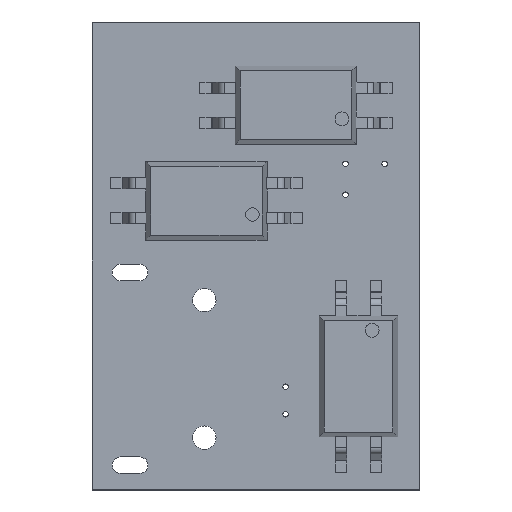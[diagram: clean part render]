
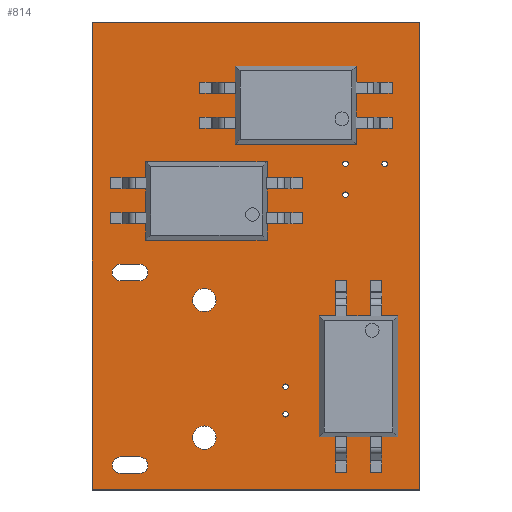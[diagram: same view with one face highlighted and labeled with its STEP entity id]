
A CAD part, top view. The second image highlights one B-rep face of the part: STEP entity #814.
In plain terms, the highlighted planar face has unit normal (0, 0, 1).
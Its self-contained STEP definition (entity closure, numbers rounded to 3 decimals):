
#45 = VERTEX_POINT('',#46);
#46 = CARTESIAN_POINT('',(136.96,-113.91,0.));
#63 = VERTEX_POINT('',#64);
#64 = CARTESIAN_POINT('',(136.96,-105.41,0.));
#70 = EDGE_CURVE('',#45,#63,#71,.T.);
#71 = LINE('',#72,#73);
#72 = CARTESIAN_POINT('',(136.96,-113.91,0.));
#73 = VECTOR('',#74,1.);
#74 = DIRECTION('',(0.,1.,0.));
#85 = VERTEX_POINT('',#86);
#86 = CARTESIAN_POINT('',(148.86,-113.91,0.));
#101 = EDGE_CURVE('',#85,#45,#102,.T.);
#102 = LINE('',#103,#104);
#103 = CARTESIAN_POINT('',(148.86,-113.91,0.));
#104 = VECTOR('',#105,1.);
#105 = DIRECTION('',(-1.,0.,0.));
#125 = VERTEX_POINT('',#126);
#126 = CARTESIAN_POINT('',(136.96,-96.91,0.));
#132 = EDGE_CURVE('',#63,#125,#133,.T.);
#133 = LINE('',#134,#135);
#134 = CARTESIAN_POINT('',(136.96,-105.41,0.));
#135 = VECTOR('',#136,1.);
#136 = DIRECTION('',(0.,1.,0.));
#147 = VERTEX_POINT('',#148);
#148 = CARTESIAN_POINT('',(148.86,-96.91,0.));
#163 = EDGE_CURVE('',#147,#85,#164,.T.);
#164 = LINE('',#165,#166);
#165 = CARTESIAN_POINT('',(148.86,-96.91,0.));
#166 = VECTOR('',#167,1.);
#167 = DIRECTION('',(0.,-1.,0.));
#185 = EDGE_CURVE('',#125,#147,#186,.T.);
#186 = LINE('',#187,#188);
#187 = CARTESIAN_POINT('',(136.96,-96.91,0.));
#188 = VECTOR('',#189,1.);
#189 = DIRECTION('',(1.,0.,0.));
#200 = VERTEX_POINT('',#201);
#201 = CARTESIAN_POINT('',(144.085,-111.16,0.));
#217 = EDGE_CURVE('',#200,#200,#218,.T.);
#218 = CIRCLE('',#219,0.1);
#219 = AXIS2_PLACEMENT_3D('',#220,#221,#222);
#220 = CARTESIAN_POINT('',(143.985,-111.16,0.));
#221 = DIRECTION('',(0.,0.,1.));
#222 = DIRECTION('',(1.,0.,0.));
#233 = VERTEX_POINT('',#234);
#234 = CARTESIAN_POINT('',(144.085,-110.16,0.));
#250 = EDGE_CURVE('',#233,#233,#251,.T.);
#251 = CIRCLE('',#252,0.1);
#252 = AXIS2_PLACEMENT_3D('',#253,#254,#255);
#253 = CARTESIAN_POINT('',(143.985,-110.16,0.));
#254 = DIRECTION('',(0.,0.,1.));
#255 = DIRECTION('',(1.,0.,0.));
#266 = VERTEX_POINT('',#267);
#267 = CARTESIAN_POINT('',(137.685,-106.01,0.));
#285 = VERTEX_POINT('',#286);
#286 = CARTESIAN_POINT('',(137.985,-106.31,0.));
#292 = EDGE_CURVE('',#266,#285,#293,.T.);
#293 = CIRCLE('',#294,0.3);
#294 = AXIS2_PLACEMENT_3D('',#295,#296,#297);
#295 = CARTESIAN_POINT('',(137.985,-106.01,0.));
#296 = DIRECTION('',(0.,0.,1.));
#297 = DIRECTION('',(-1.,0.,0.));
#308 = VERTEX_POINT('',#309);
#309 = CARTESIAN_POINT('',(137.985,-105.71,0.));
#325 = EDGE_CURVE('',#308,#266,#326,.T.);
#326 = CIRCLE('',#327,0.3);
#327 = AXIS2_PLACEMENT_3D('',#328,#329,#330);
#328 = CARTESIAN_POINT('',(137.985,-106.01,0.));
#329 = DIRECTION('',(0.,0.,1.));
#330 = DIRECTION('',(0.,1.,0.));
#350 = VERTEX_POINT('',#351);
#351 = CARTESIAN_POINT('',(138.685,-106.31,0.));
#357 = EDGE_CURVE('',#285,#350,#358,.T.);
#358 = LINE('',#359,#360);
#359 = CARTESIAN_POINT('',(137.473,-106.31,0.));
#360 = VECTOR('',#361,1.);
#361 = DIRECTION('',(1.,0.,0.));
#372 = VERTEX_POINT('',#373);
#373 = CARTESIAN_POINT('',(138.685,-105.71,0.));
#388 = EDGE_CURVE('',#372,#308,#389,.T.);
#389 = LINE('',#390,#391);
#390 = CARTESIAN_POINT('',(137.823,-105.71,0.));
#391 = VECTOR('',#392,1.);
#392 = DIRECTION('',(-1.,0.,0.));
#413 = VERTEX_POINT('',#414);
#414 = CARTESIAN_POINT('',(138.985,-106.01,0.));
#420 = EDGE_CURVE('',#350,#413,#421,.T.);
#421 = CIRCLE('',#422,0.3);
#422 = AXIS2_PLACEMENT_3D('',#423,#424,#425);
#423 = CARTESIAN_POINT('',(138.685,-106.01,0.));
#424 = DIRECTION('',(0.,0.,1.));
#425 = DIRECTION('',(0.,-1.,0.));
#444 = EDGE_CURVE('',#413,#372,#445,.T.);
#445 = CIRCLE('',#446,0.3);
#446 = AXIS2_PLACEMENT_3D('',#447,#448,#449);
#447 = CARTESIAN_POINT('',(138.685,-106.01,0.));
#448 = DIRECTION('',(0.,0.,1.));
#449 = DIRECTION('',(1.,0.,0.));
#460 = VERTEX_POINT('',#461);
#461 = CARTESIAN_POINT('',(141.035,-107.435,0.));
#477 = EDGE_CURVE('',#460,#460,#478,.T.);
#478 = CIRCLE('',#479,0.425);
#479 = AXIS2_PLACEMENT_3D('',#480,#481,#482);
#480 = CARTESIAN_POINT('',(141.035,-107.01,0.));
#481 = DIRECTION('',(0.,0.,1.));
#482 = DIRECTION('',(0.,-1.,0.));
#493 = VERTEX_POINT('',#494);
#494 = CARTESIAN_POINT('',(147.685,-102.06,0.));
#510 = EDGE_CURVE('',#493,#493,#511,.T.);
#511 = CIRCLE('',#512,0.1);
#512 = AXIS2_PLACEMENT_3D('',#513,#514,#515);
#513 = CARTESIAN_POINT('',(147.585,-102.06,0.));
#514 = DIRECTION('',(0.,0.,1.));
#515 = DIRECTION('',(1.,0.,0.));
#526 = VERTEX_POINT('',#527);
#527 = CARTESIAN_POINT('',(146.26,-103.185,0.));
#543 = EDGE_CURVE('',#526,#526,#544,.T.);
#544 = CIRCLE('',#545,0.1);
#545 = AXIS2_PLACEMENT_3D('',#546,#547,#548);
#546 = CARTESIAN_POINT('',(146.16,-103.185,0.));
#547 = DIRECTION('',(0.,0.,1.));
#548 = DIRECTION('',(1.,0.,0.));
#559 = VERTEX_POINT('',#560);
#560 = CARTESIAN_POINT('',(146.26,-102.06,0.));
#576 = EDGE_CURVE('',#559,#559,#577,.T.);
#577 = CIRCLE('',#578,0.1);
#578 = AXIS2_PLACEMENT_3D('',#579,#580,#581);
#579 = CARTESIAN_POINT('',(146.16,-102.06,0.));
#580 = DIRECTION('',(0.,0.,1.));
#581 = DIRECTION('',(1.,0.,0.));
#592 = VERTEX_POINT('',#593);
#593 = CARTESIAN_POINT('',(141.035,-112.435,0.));
#609 = EDGE_CURVE('',#592,#592,#610,.T.);
#610 = CIRCLE('',#611,0.425);
#611 = AXIS2_PLACEMENT_3D('',#612,#613,#614);
#612 = CARTESIAN_POINT('',(141.035,-112.01,0.));
#613 = DIRECTION('',(0.,0.,1.));
#614 = DIRECTION('',(0.,-1.,0.));
#625 = VERTEX_POINT('',#626);
#626 = CARTESIAN_POINT('',(137.685,-113.01,0.));
#644 = VERTEX_POINT('',#645);
#645 = CARTESIAN_POINT('',(137.985,-113.31,0.));
#651 = EDGE_CURVE('',#625,#644,#652,.T.);
#652 = CIRCLE('',#653,0.3);
#653 = AXIS2_PLACEMENT_3D('',#654,#655,#656);
#654 = CARTESIAN_POINT('',(137.985,-113.01,0.));
#655 = DIRECTION('',(0.,0.,1.));
#656 = DIRECTION('',(-1.,0.,0.));
#667 = VERTEX_POINT('',#668);
#668 = CARTESIAN_POINT('',(137.985,-112.71,0.));
#684 = EDGE_CURVE('',#667,#625,#685,.T.);
#685 = CIRCLE('',#686,0.3);
#686 = AXIS2_PLACEMENT_3D('',#687,#688,#689);
#687 = CARTESIAN_POINT('',(137.985,-113.01,0.));
#688 = DIRECTION('',(0.,0.,1.));
#689 = DIRECTION('',(0.,1.,0.));
#709 = VERTEX_POINT('',#710);
#710 = CARTESIAN_POINT('',(138.685,-113.31,0.));
#716 = EDGE_CURVE('',#644,#709,#717,.T.);
#717 = LINE('',#718,#719);
#718 = CARTESIAN_POINT('',(137.473,-113.31,0.));
#719 = VECTOR('',#720,1.);
#720 = DIRECTION('',(1.,0.,0.));
#731 = VERTEX_POINT('',#732);
#732 = CARTESIAN_POINT('',(138.685,-112.71,0.));
#747 = EDGE_CURVE('',#731,#667,#748,.T.);
#748 = LINE('',#749,#750);
#749 = CARTESIAN_POINT('',(137.823,-112.71,0.));
#750 = VECTOR('',#751,1.);
#751 = DIRECTION('',(-1.,0.,0.));
#772 = VERTEX_POINT('',#773);
#773 = CARTESIAN_POINT('',(138.985,-113.01,0.));
#779 = EDGE_CURVE('',#709,#772,#780,.T.);
#780 = CIRCLE('',#781,0.3);
#781 = AXIS2_PLACEMENT_3D('',#782,#783,#784);
#782 = CARTESIAN_POINT('',(138.685,-113.01,0.));
#783 = DIRECTION('',(0.,0.,1.));
#784 = DIRECTION('',(0.,-1.,0.));
#803 = EDGE_CURVE('',#772,#731,#804,.T.);
#804 = CIRCLE('',#805,0.3);
#805 = AXIS2_PLACEMENT_3D('',#806,#807,#808);
#806 = CARTESIAN_POINT('',(138.685,-113.01,0.));
#807 = DIRECTION('',(0.,0.,1.));
#808 = DIRECTION('',(1.,0.,0.));
#814 = ADVANCED_FACE('',(#815,#822,#825,#828,#836,#839,#842,#845,#848,
    #851),#859,.T.);
#815 = FACE_BOUND('',#816,.T.);
#816 = EDGE_LOOP('',(#817,#818,#819,#820,#821));
#817 = ORIENTED_EDGE('',*,*,#70,.F.);
#818 = ORIENTED_EDGE('',*,*,#101,.F.);
#819 = ORIENTED_EDGE('',*,*,#163,.F.);
#820 = ORIENTED_EDGE('',*,*,#185,.F.);
#821 = ORIENTED_EDGE('',*,*,#132,.F.);
#822 = FACE_BOUND('',#823,.T.);
#823 = EDGE_LOOP('',(#824));
#824 = ORIENTED_EDGE('',*,*,#217,.F.);
#825 = FACE_BOUND('',#826,.T.);
#826 = EDGE_LOOP('',(#827));
#827 = ORIENTED_EDGE('',*,*,#250,.F.);
#828 = FACE_BOUND('',#829,.T.);
#829 = EDGE_LOOP('',(#830,#831,#832,#833,#834,#835));
#830 = ORIENTED_EDGE('',*,*,#292,.F.);
#831 = ORIENTED_EDGE('',*,*,#325,.F.);
#832 = ORIENTED_EDGE('',*,*,#388,.F.);
#833 = ORIENTED_EDGE('',*,*,#444,.F.);
#834 = ORIENTED_EDGE('',*,*,#420,.F.);
#835 = ORIENTED_EDGE('',*,*,#357,.F.);
#836 = FACE_BOUND('',#837,.T.);
#837 = EDGE_LOOP('',(#838));
#838 = ORIENTED_EDGE('',*,*,#477,.F.);
#839 = FACE_BOUND('',#840,.T.);
#840 = EDGE_LOOP('',(#841));
#841 = ORIENTED_EDGE('',*,*,#510,.F.);
#842 = FACE_BOUND('',#843,.T.);
#843 = EDGE_LOOP('',(#844));
#844 = ORIENTED_EDGE('',*,*,#543,.F.);
#845 = FACE_BOUND('',#846,.T.);
#846 = EDGE_LOOP('',(#847));
#847 = ORIENTED_EDGE('',*,*,#576,.F.);
#848 = FACE_BOUND('',#849,.T.);
#849 = EDGE_LOOP('',(#850));
#850 = ORIENTED_EDGE('',*,*,#609,.F.);
#851 = FACE_BOUND('',#852,.T.);
#852 = EDGE_LOOP('',(#853,#854,#855,#856,#857,#858));
#853 = ORIENTED_EDGE('',*,*,#651,.F.);
#854 = ORIENTED_EDGE('',*,*,#684,.F.);
#855 = ORIENTED_EDGE('',*,*,#747,.F.);
#856 = ORIENTED_EDGE('',*,*,#803,.F.);
#857 = ORIENTED_EDGE('',*,*,#779,.F.);
#858 = ORIENTED_EDGE('',*,*,#716,.F.);
#859 = PLANE('',#860);
#860 = AXIS2_PLACEMENT_3D('',#861,#862,#863);
#861 = CARTESIAN_POINT('',(136.96,-113.91,0.));
#862 = DIRECTION('',(0.,0.,1.));
#863 = DIRECTION('',(1.,0.,0.));
